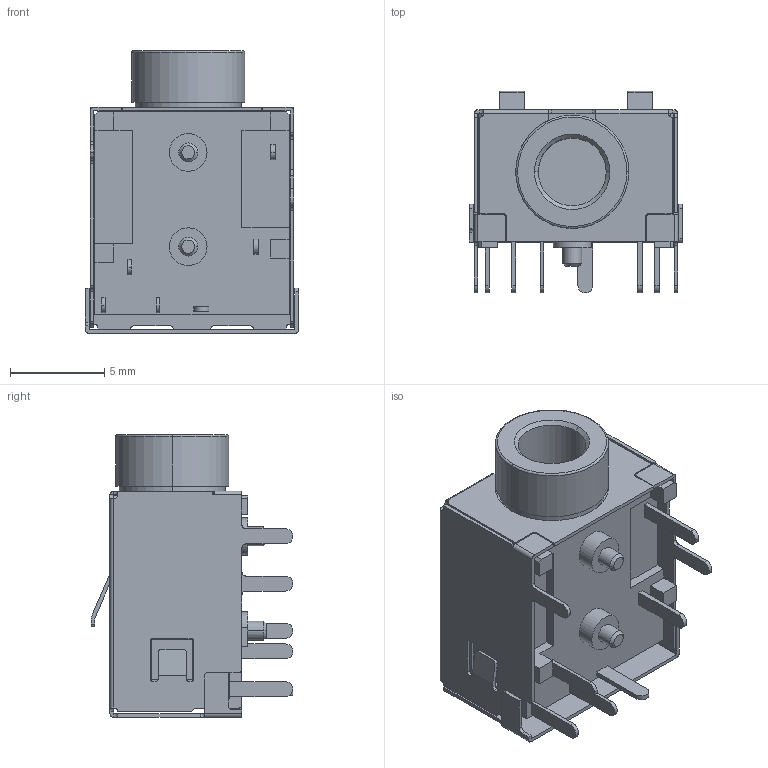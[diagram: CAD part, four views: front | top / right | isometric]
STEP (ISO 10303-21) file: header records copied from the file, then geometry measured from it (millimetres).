
FILE_DESCRIPTION (( 'STEP AP203' ), '1' );
FILE_NAME ('CUI_DEVICES_SJ-435107RS.step', '2020-10-30T08:28:18', ( '' ), ( '' ), 'SwSTEP 2.0', 'SolidWorks 2020', '' );
FILE_SCHEMA (( 'CONFIG_CONTROL_DESIGN' ));
Length unit declared in the file: inch
Products named in the file (1): CUI_DEVICES_SJ-435107RS
Bounding box: 11.3 x 10.7 x 15 mm (x, y, z)
Volume: 707.1 mm3; surface area: 1593.3 mm2
Topology: 2 solids, 2 shells, 335 faces, 933 edges, 610 vertices
Faces by surface type: plane 200, cylinder 127, cone 6, torus 2
Entity records: 10832 total; most frequent: CARTESIAN_POINT 1879, DIRECTION 1869, ORIENTED_EDGE 1866, EDGE_CURVE 933, VECTOR 669, LINE 669, VERTEX_POINT 610, AXIS2_PLACEMENT_3D 600
